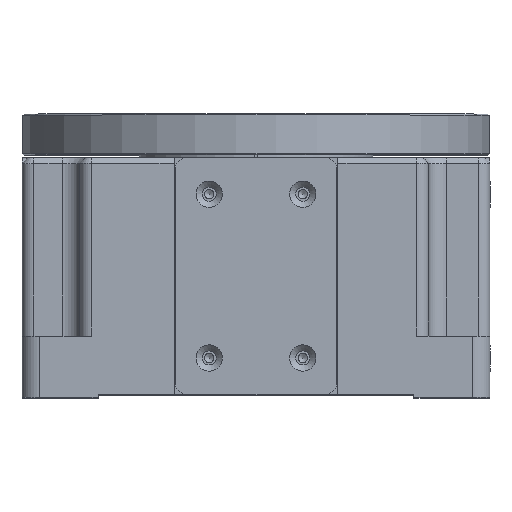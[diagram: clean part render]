
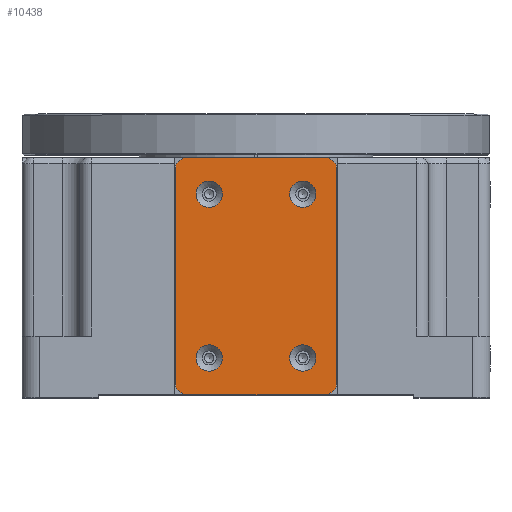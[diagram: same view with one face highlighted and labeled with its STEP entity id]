
A CAD part, top view. The second image highlights one B-rep face of the part: STEP entity #10438.
In plain terms, the highlighted planar face has unit normal (0, 0, 1).
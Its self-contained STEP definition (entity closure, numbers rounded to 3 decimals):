
#148 = FACE_BOUND ( 'NONE', #18049, .T. ) ;
#256 = DIRECTION ( 'NONE',  ( 0., 0., 1. ) ) ;
#372 = VERTEX_POINT ( 'NONE', #4050 ) ;
#782 = ORIENTED_EDGE ( 'NONE', *, *, #19932, .T. ) ;
#784 = VERTEX_POINT ( 'NONE', #2998 ) ;
#1002 = CARTESIAN_POINT ( 'NONE',  ( 12.218, -13.828, 120. ) ) ;
#1872 = DIRECTION ( 'NONE',  ( 0., 0., 1. ) ) ;
#2013 = DIRECTION ( 'NONE',  ( 0., 0., -1. ) ) ;
#2083 = DIRECTION ( 'NONE',  ( 0., 0., 1. ) ) ;
#2408 = VECTOR ( 'NONE', #3966, 1000. ) ;
#2511 = LINE ( 'NONE', #17794, #22772 ) ;
#2948 = EDGE_CURVE ( 'NONE', #20301, #372, #15189, .T. ) ;
#2998 = CARTESIAN_POINT ( 'NONE',  ( -11.832, 18.422, 120. ) ) ;
#3149 = CARTESIAN_POINT ( 'NONE',  ( -3.782, -13.828, 120. ) ) ;
#3966 = DIRECTION ( 'NONE',  ( -1., 0., 0. ) ) ;
#4050 = CARTESIAN_POINT ( 'NONE',  ( -9.832, 20.422, 120. ) ) ;
#4183 = CARTESIAN_POINT ( 'NONE',  ( -9.832, 18.422, 120. ) ) ;
#4327 = EDGE_CURVE ( 'NONE', #23122, #23122, #14433, .T. ) ;
#4613 = CIRCLE ( 'NONE', #22728, 2. ) ;
#4889 = ORIENTED_EDGE ( 'NONE', *, *, #14501, .T. ) ;
#5398 = AXIS2_PLACEMENT_3D ( 'NONE', #6288, #15896, #16023 ) ;
#5422 = EDGE_LOOP ( 'NONE', ( #20922 ) ) ;
#5475 = CARTESIAN_POINT ( 'NONE',  ( -9.832, -18.078, 120. ) ) ;
#5814 = CARTESIAN_POINT ( 'NONE',  ( 15.768, -18.078, 120. ) ) ;
#5821 = CARTESIAN_POINT ( 'NONE',  ( 1.968, 20.422, 120. ) ) ;
#5939 = FACE_BOUND ( 'NONE', #5422, .T. ) ;
#5956 = DIRECTION ( 'NONE',  ( 1., 0., 0. ) ) ;
#6096 = DIRECTION ( 'NONE',  ( 0., 1., 0. ) ) ;
#6288 = CARTESIAN_POINT ( 'NONE',  ( 9.968, 14.172, 120. ) ) ;
#6367 = CIRCLE ( 'NONE', #23714, 2.25 ) ;
#6381 = ORIENTED_EDGE ( 'NONE', *, *, #6814, .T. ) ;
#6447 = CARTESIAN_POINT ( 'NONE',  ( 1.968, -20.078, 120. ) ) ;
#6686 = DIRECTION ( 'NONE',  ( 0., 0., 1. ) ) ;
#6797 = VERTEX_POINT ( 'NONE', #1002 ) ;
#6814 = EDGE_CURVE ( 'NONE', #18420, #18420, #8558, .T. ) ;
#7166 = DIRECTION ( 'NONE',  ( 1., 0., 0. ) ) ;
#7251 = DIRECTION ( 'NONE',  ( 0., -1., 0. ) ) ;
#7880 = VERTEX_POINT ( 'NONE', #15340 ) ;
#8125 = VERTEX_POINT ( 'NONE', #22334 ) ;
#8558 = CIRCLE ( 'NONE', #22361, 2.25 ) ;
#9484 = DIRECTION ( 'NONE',  ( -1., 0., 0. ) ) ;
#9520 = CARTESIAN_POINT ( 'NONE',  ( -9.832, -20.078, 120. ) ) ;
#9863 = DIRECTION ( 'NONE',  ( -1., 0., 0. ) ) ;
#9883 = DIRECTION ( 'NONE',  ( 0., 0., -1. ) ) ;
#9931 = ORIENTED_EDGE ( 'NONE', *, *, #23370, .T. ) ;
#10041 = CARTESIAN_POINT ( 'NONE',  ( 12.218, 14.172, 120. ) ) ;
#10438 = ADVANCED_FACE ( 'NONE', ( #11239, #15317, #5939, #13095, #148 ), #14951, .T. ) ;
#10534 = ORIENTED_EDGE ( 'NONE', *, *, #10855, .T. ) ;
#10779 = CARTESIAN_POINT ( 'NONE',  ( -3.782, 14.172, 120. ) ) ;
#10797 = EDGE_LOOP ( 'NONE', ( #15489 ) ) ;
#10855 = EDGE_CURVE ( 'NONE', #8125, #20301, #16285, .T. ) ;
#11115 = DIRECTION ( 'NONE',  ( 0., 0., -1. ) ) ;
#11239 = FACE_OUTER_BOUND ( 'NONE', #18499, .T. ) ;
#11466 = ORIENTED_EDGE ( 'NONE', *, *, #2948, .T. ) ;
#12614 = CARTESIAN_POINT ( 'NONE',  ( 13.768, -18.078, 120. ) ) ;
#13095 = FACE_BOUND ( 'NONE', #10797, .T. ) ;
#13218 = DIRECTION ( 'NONE',  ( 1., 0., 0. ) ) ;
#13852 = VECTOR ( 'NONE', #19510, 1000. ) ;
#14100 = CIRCLE ( 'NONE', #23958, 2.25 ) ;
#14433 = CIRCLE ( 'NONE', #5398, 2.25 ) ;
#14501 = EDGE_CURVE ( 'NONE', #19095, #23594, #19642, .T. ) ;
#14711 = EDGE_CURVE ( 'NONE', #6797, #6797, #6367, .T. ) ;
#14951 = PLANE ( 'NONE',  #18293 ) ;
#15189 = LINE ( 'NONE', #5821, #2408 ) ;
#15201 = CARTESIAN_POINT ( 'NONE',  ( 9.968, -13.828, 120. ) ) ;
#15317 = FACE_BOUND ( 'NONE', #24358, .T. ) ;
#15340 = CARTESIAN_POINT ( 'NONE',  ( -11.832, -18.078, 120. ) ) ;
#15489 = ORIENTED_EDGE ( 'NONE', *, *, #4327, .T. ) ;
#15896 = DIRECTION ( 'NONE',  ( 0., 0., -1. ) ) ;
#15916 = EDGE_CURVE ( 'NONE', #7880, #19095, #4613, .T. ) ;
#15927 = DIRECTION ( 'NONE',  ( -1., 0., 0. ) ) ;
#16023 = DIRECTION ( 'NONE',  ( 1., 0., 0. ) ) ;
#16040 = AXIS2_PLACEMENT_3D ( 'NONE', #4183, #256, #9863 ) ;
#16285 = CIRCLE ( 'NONE', #24162, 2. ) ;
#16444 = EDGE_CURVE ( 'NONE', #372, #784, #20782, .T. ) ;
#16558 = DIRECTION ( 'NONE',  ( 0., 0., 1. ) ) ;
#17794 = CARTESIAN_POINT ( 'NONE',  ( 15.768, 0.172, 120. ) ) ;
#17941 = ORIENTED_EDGE ( 'NONE', *, *, #22468, .T. ) ;
#18049 = EDGE_LOOP ( 'NONE', ( #6381 ) ) ;
#18293 = AXIS2_PLACEMENT_3D ( 'NONE', #18750, #1872, #13218 ) ;
#18420 = VERTEX_POINT ( 'NONE', #10779 ) ;
#18499 = EDGE_LOOP ( 'NONE', ( #11466, #21647, #17941, #23742, #4889, #782, #22624, #10534 ) ) ;
#18721 = CARTESIAN_POINT ( 'NONE',  ( 13.768, 18.422, 120. ) ) ;
#18750 = CARTESIAN_POINT ( 'NONE',  ( 1.968, 0.172, 120. ) ) ;
#18843 = CIRCLE ( 'NONE', #20433, 2. ) ;
#18878 = CARTESIAN_POINT ( 'NONE',  ( 13.768, -20.078, 120. ) ) ;
#18897 = DIRECTION ( 'NONE',  ( 1., 0., 0. ) ) ;
#18903 = CARTESIAN_POINT ( 'NONE',  ( -6.032, 14.172, 120. ) ) ;
#19095 = VERTEX_POINT ( 'NONE', #9520 ) ;
#19510 = DIRECTION ( 'NONE',  ( 1., 0., 0. ) ) ;
#19642 = LINE ( 'NONE', #6447, #13852 ) ;
#19932 = EDGE_CURVE ( 'NONE', #23594, #22230, #18843, .T. ) ;
#19955 = VECTOR ( 'NONE', #7251, 1000. ) ;
#20200 = CARTESIAN_POINT ( 'NONE',  ( -11.832, 0.172, 120. ) ) ;
#20301 = VERTEX_POINT ( 'NONE', #20583 ) ;
#20433 = AXIS2_PLACEMENT_3D ( 'NONE', #12614, #6686, #15927 ) ;
#20479 = CARTESIAN_POINT ( 'NONE',  ( -6.032, -13.828, 120. ) ) ;
#20583 = CARTESIAN_POINT ( 'NONE',  ( 13.768, 20.422, 120. ) ) ;
#20619 = DIRECTION ( 'NONE',  ( -1., 0., 0. ) ) ;
#20782 = CIRCLE ( 'NONE', #16040, 2. ) ;
#20922 = ORIENTED_EDGE ( 'NONE', *, *, #14711, .T. ) ;
#21647 = ORIENTED_EDGE ( 'NONE', *, *, #16444, .T. ) ;
#22141 = VERTEX_POINT ( 'NONE', #3149 ) ;
#22230 = VERTEX_POINT ( 'NONE', #5814 ) ;
#22334 = CARTESIAN_POINT ( 'NONE',  ( 15.768, 18.422, 120. ) ) ;
#22361 = AXIS2_PLACEMENT_3D ( 'NONE', #18903, #2013, #5956 ) ;
#22468 = EDGE_CURVE ( 'NONE', #784, #7880, #24148, .T. ) ;
#22624 = ORIENTED_EDGE ( 'NONE', *, *, #23214, .T. ) ;
#22728 = AXIS2_PLACEMENT_3D ( 'NONE', #5475, #16558, #20619 ) ;
#22772 = VECTOR ( 'NONE', #6096, 1000. ) ;
#23122 = VERTEX_POINT ( 'NONE', #10041 ) ;
#23214 = EDGE_CURVE ( 'NONE', #22230, #8125, #2511, .T. ) ;
#23370 = EDGE_CURVE ( 'NONE', #22141, #22141, #14100, .T. ) ;
#23594 = VERTEX_POINT ( 'NONE', #18878 ) ;
#23714 = AXIS2_PLACEMENT_3D ( 'NONE', #15201, #9883, #18897 ) ;
#23742 = ORIENTED_EDGE ( 'NONE', *, *, #15916, .T. ) ;
#23958 = AXIS2_PLACEMENT_3D ( 'NONE', #20479, #11115, #7166 ) ;
#24148 = LINE ( 'NONE', #20200, #19955 ) ;
#24162 = AXIS2_PLACEMENT_3D ( 'NONE', #18721, #2083, #9484 ) ;
#24358 = EDGE_LOOP ( 'NONE', ( #9931 ) ) ;
